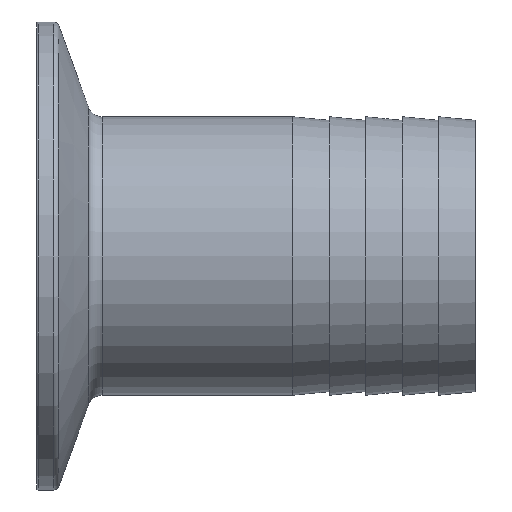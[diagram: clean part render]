
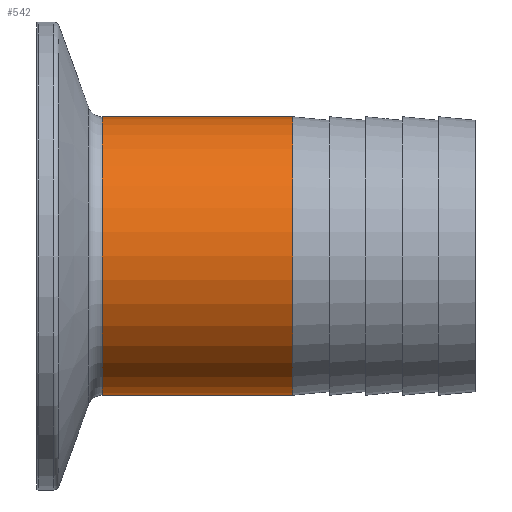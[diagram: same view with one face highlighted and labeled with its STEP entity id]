
A CAD part, front view. The second image highlights one B-rep face of the part: STEP entity #542.
In plain terms, the highlighted cylindrical face has radius 19.05 mm (diameter 38.1 mm), a partial arc.
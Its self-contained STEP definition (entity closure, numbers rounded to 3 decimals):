
#5 = AXIS2_PLACEMENT_3D ( 'NONE', #308, #917, #1125 ) ;
#34 = DIRECTION ( 'NONE',  ( 1., 0., 0. ) ) ;
#68 = VERTEX_POINT ( 'NONE', #1152 ) ;
#106 = DIRECTION ( 'NONE',  ( 1., 0., 0. ) ) ;
#107 = DIRECTION ( 'NONE',  ( 1., 0., 0. ) ) ;
#165 = ORIENTED_EDGE ( 'NONE', *, *, #426, .T. ) ;
#210 = CIRCLE ( 'NONE', #5, 19.05 ) ;
#307 = LINE ( 'NONE', #1101, #491 ) ;
#308 = CARTESIAN_POINT ( 'NONE',  ( 8.964, 0., 0. ) ) ;
#312 = VERTEX_POINT ( 'NONE', #1023 ) ;
#385 = DIRECTION ( 'NONE',  ( 0., 0., -1. ) ) ;
#389 = DIRECTION ( 'NONE',  ( 0., 0., -1. ) ) ;
#393 = LINE ( 'NONE', #1118, #448 ) ;
#405 = ORIENTED_EDGE ( 'NONE', *, *, #561, .T. ) ;
#426 = EDGE_CURVE ( 'NONE', #1068, #312, #393, .T. ) ;
#448 = VECTOR ( 'NONE', #34, 1000. ) ;
#471 = CARTESIAN_POINT ( 'NONE',  ( 0., 0., 0. ) ) ;
#491 = VECTOR ( 'NONE', #106, 1000. ) ;
#502 = EDGE_CURVE ( 'NONE', #729, #68, #307, .T. ) ;
#538 = AXIS2_PLACEMENT_3D ( 'NONE', #635, #107, #389 ) ;
#542 = ADVANCED_FACE ( 'NONE', ( #553 ), #743, .T. ) ;
#553 = FACE_OUTER_BOUND ( 'NONE', #1147, .T. ) ;
#561 = EDGE_CURVE ( 'NONE', #729, #1068, #210, .T. ) ;
#582 = AXIS2_PLACEMENT_3D ( 'NONE', #471, #833, #385 ) ;
#635 = CARTESIAN_POINT ( 'NONE',  ( 35., 0., 0. ) ) ;
#644 = EDGE_CURVE ( 'NONE', #68, #312, #1026, .T. ) ;
#703 = ORIENTED_EDGE ( 'NONE', *, *, #644, .F. ) ;
#729 = VERTEX_POINT ( 'NONE', #947 ) ;
#743 = CYLINDRICAL_SURFACE ( 'NONE', #582, 19.05 ) ;
#763 = CARTESIAN_POINT ( 'NONE',  ( 8.964, 0., -19.05 ) ) ;
#833 = DIRECTION ( 'NONE',  ( 1., 0., 0. ) ) ;
#917 = DIRECTION ( 'NONE',  ( 1., 0., 0. ) ) ;
#947 = CARTESIAN_POINT ( 'NONE',  ( 8.964, 0., 19.05 ) ) ;
#1023 = CARTESIAN_POINT ( 'NONE',  ( 35., 0., -19.05 ) ) ;
#1026 = CIRCLE ( 'NONE', #538, 19.05 ) ;
#1068 = VERTEX_POINT ( 'NONE', #763 ) ;
#1101 = CARTESIAN_POINT ( 'NONE',  ( 0., 0., 19.05 ) ) ;
#1118 = CARTESIAN_POINT ( 'NONE',  ( 0., 0., -19.05 ) ) ;
#1125 = DIRECTION ( 'NONE',  ( 0., 0., -1. ) ) ;
#1147 = EDGE_LOOP ( 'NONE', ( #1173, #405, #165, #703 ) ) ;
#1152 = CARTESIAN_POINT ( 'NONE',  ( 35., 0., 19.05 ) ) ;
#1173 = ORIENTED_EDGE ( 'NONE', *, *, #502, .F. ) ;
